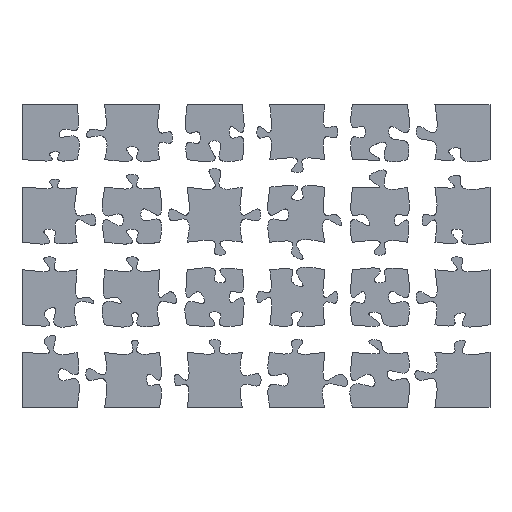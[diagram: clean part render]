
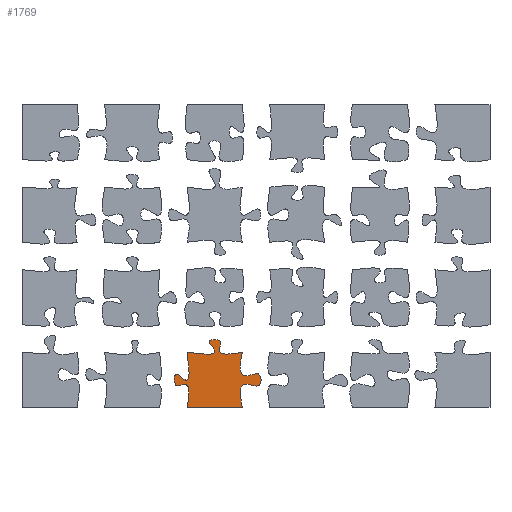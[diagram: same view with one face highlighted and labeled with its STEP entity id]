
A CAD part, top view. The second image highlights one B-rep face of the part: STEP entity #1769.
In plain terms, the highlighted planar face has unit normal (0, 0, 1).
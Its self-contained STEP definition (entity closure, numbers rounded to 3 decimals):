
#1607=CARTESIAN_POINT('',(35.,-5.,1.));
#1608=VERTEX_POINT('',#1607);
#1615=CARTESIAN_POINT('',(25.,-5.,1.));
#1616=VERTEX_POINT('',#1615);
#1617=CARTESIAN_POINT('',(25.,-5.,1.));
#1618=DIRECTION('',(1.,0.,-0.));
#1619=VECTOR('',#1618,10.);
#1620=LINE('',#1617,#1619);
#1621=EDGE_CURVE('',#1616,#1608,#1620,.T.);
#1656=CARTESIAN_POINT('',(35.,5.,1.));
#1657=VERTEX_POINT('',#1656);
#1664=CARTESIAN_POINT('',(35.,-5.,1.));
#1665=CARTESIAN_POINT('',(33.601,1.491,1.));
#1666=CARTESIAN_POINT('',(38.597,-3.369,1.));
#1667=CARTESIAN_POINT('',(38.597,3.369,1.));
#1668=CARTESIAN_POINT('',(33.601,-1.491,1.));
#1669=CARTESIAN_POINT('',(35.,5.,1.));
#1670=B_SPLINE_CURVE_WITH_KNOTS('',3,(#1664,#1665,#1666,#1667,#1668,#1669),.UNSPECIFIED.,.F.,.F.,(4,1,1,4),(0.,0.382,0.618,1.),.UNSPECIFIED.);
#1671=EDGE_CURVE('',#1608,#1657,#1670,.T.);
#1701=CARTESIAN_POINT('',(25.,5.,1.));
#1702=VERTEX_POINT('',#1701);
#1709=CARTESIAN_POINT('',(25.,5.,1.));
#1710=CARTESIAN_POINT('',(33.296,3.781,1.));
#1711=CARTESIAN_POINT('',(26.297,7.393,1.));
#1712=CARTESIAN_POINT('',(33.275,7.558,1.));
#1713=CARTESIAN_POINT('',(28.712,3.84,1.));
#1714=CARTESIAN_POINT('',(35.,5.,1.));
#1715=B_SPLINE_CURVE_WITH_KNOTS('',3,(#1709,#1710,#1711,#1712,#1713,#1714),.UNSPECIFIED.,.F.,.F.,(4,1,1,4),(0.,0.401,0.625,1.),.UNSPECIFIED.);
#1716=EDGE_CURVE('',#1702,#1657,#1715,.T.);
#1745=CARTESIAN_POINT('',(25.,5.,1.));
#1746=CARTESIAN_POINT('',(26.219,-3.296,1.));
#1747=CARTESIAN_POINT('',(22.607,3.703,1.));
#1748=CARTESIAN_POINT('',(22.442,-3.275,1.));
#1749=CARTESIAN_POINT('',(26.16,1.288,1.));
#1750=CARTESIAN_POINT('',(25.,-5.,1.));
#1751=B_SPLINE_CURVE_WITH_KNOTS('',3,(#1745,#1746,#1747,#1748,#1749,#1750),.UNSPECIFIED.,.F.,.F.,(4,1,1,4),(0.,0.401,0.625,1.),.UNSPECIFIED.);
#1752=EDGE_CURVE('',#1702,#1616,#1751,.T.);
#1758=CARTESIAN_POINT('',(0.,0.,1.));
#1759=DIRECTION('',(0.,0.,1.));
#1760=DIRECTION('',(1.,0.,0.));
#1761=AXIS2_PLACEMENT_3D('',#1758,#1759,#1760);
#1762=PLANE('',#1761);
#1763=ORIENTED_EDGE('',*,*,#1621,.T.);
#1764=ORIENTED_EDGE('',*,*,#1671,.T.);
#1765=ORIENTED_EDGE('',*,*,#1716,.F.);
#1766=ORIENTED_EDGE('',*,*,#1752,.T.);
#1767=EDGE_LOOP('',(#1763,#1764,#1765,#1766));
#1768=FACE_BOUND('',#1767,.T.);
#1769=ADVANCED_FACE('',(#1768),#1762,.T.);
